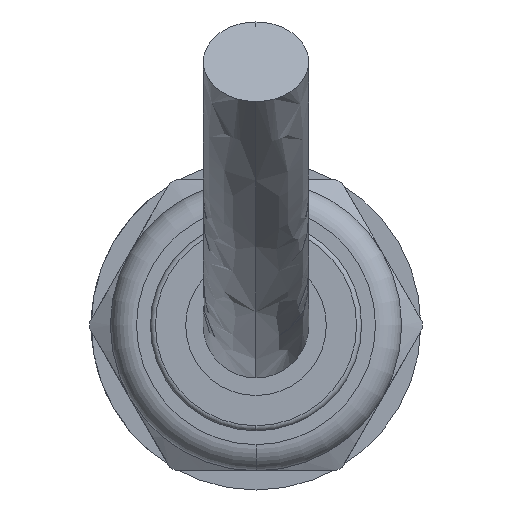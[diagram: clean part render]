
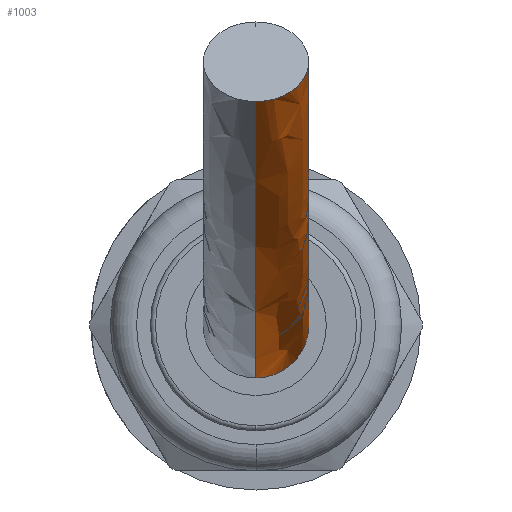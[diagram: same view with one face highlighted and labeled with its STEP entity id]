
A CAD part, left-side view. The second image highlights one B-rep face of the part: STEP entity #1003.
In plain terms, the highlighted free-form (B-spline) face has degree [3, 3] with [7, 7] control points.
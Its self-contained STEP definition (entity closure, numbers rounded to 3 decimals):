
#38 = CARTESIAN_POINT ( 'NONE',  ( -79.004, -8., 8.427 ) ) ;
#51 = CARTESIAN_POINT ( 'NONE',  ( -103.756, -8., 13.183 ) ) ;
#65 = CARTESIAN_POINT ( 'NONE',  ( -52.561, 0., 4. ) ) ;
#77 = CARTESIAN_POINT ( 'NONE',  ( -46.722, 0., -4. ) ) ;
#95 = CARTESIAN_POINT ( 'NONE',  ( -46.722, 0., 4. ) ) ;
#110 = CARTESIAN_POINT ( 'NONE',  ( -91.649, 8., 14.349 ) ) ;
#126 = CARTESIAN_POINT ( 'NONE',  ( -81.677, 0., 0.87 ) ) ;
#275 = CARTESIAN_POINT ( 'NONE',  ( -46.722, 0., -4. ) ) ;
#423 = CARTESIAN_POINT ( 'NONE',  ( -108.096, -8., 16.964 ) ) ;
#451 = CARTESIAN_POINT ( 'NONE',  ( -108.096, 0., 16.964 ) ) ;
#493 = CARTESIAN_POINT ( 'NONE',  ( -104.846, 8., 14.133 ) ) ;
#506 = CARTESIAN_POINT ( 'NONE',  ( -52.256, 8., -4. ) ) ;
#528 = EDGE_LOOP ( 'NONE', ( #4754, #2817, #3722, #873 ) ) ;
#777 = VERTEX_POINT ( 'NONE', #944 ) ;
#808 = CARTESIAN_POINT ( 'NONE',  ( -104.301, 0., 13.658 ) ) ;
#812 = CARTESIAN_POINT ( 'NONE',  ( -99.319, 0., 19.927 ) ) ;
#839 = CARTESIAN_POINT ( 'NONE',  ( -99.319, 0., 19.927 ) ) ;
#844 = CARTESIAN_POINT ( 'NONE',  ( -102.841, 0., 22.996 ) ) ;
#857 = CARTESIAN_POINT ( 'NONE',  ( -52.256, 8., 4. ) ) ;
#871 = CARTESIAN_POINT ( 'NONE',  ( -95.602, 8., 7.288 ) ) ;
#873 = ORIENTED_EDGE ( 'NONE', *, *, #1697, .F. ) ;
#944 = CARTESIAN_POINT ( 'NONE',  ( -102.841, 0., 22.996 ) ) ;
#1000 = CARTESIAN_POINT ( 'NONE',  ( -108.096, 0., 16.964 ) ) ;
#1003 = ADVANCED_FACE ( 'NONE', ( #4154 ), #2673, .F. ) ;
#1159 = CARTESIAN_POINT ( 'NONE',  ( -108.096, 0., 16.964 ) ) ;
#1176 = CARTESIAN_POINT ( 'NONE',  ( -91.766, 0., 14.459 ) ) ;
#1197 = CARTESIAN_POINT ( 'NONE',  ( -79.018, 0., 8.465 ) ) ;
#1234 = CARTESIAN_POINT ( 'NONE',  ( -95.838, 0., 7.507 ) ) ;
#1246 = CARTESIAN_POINT ( 'NONE',  ( -79.033, 8., 8.504 ) ) ;
#1489 = CIRCLE ( 'NONE', #3937, 4. ) ;
#1515 = VERTEX_POINT ( 'NONE', #4412 ) ;
#1539 = CARTESIAN_POINT ( 'NONE',  ( -52.866, 0., -4. ) ) ;
#1546 = CARTESIAN_POINT ( 'NONE',  ( -65.169, -8., -3.187 ) ) ;
#1562 = CARTESIAN_POINT ( 'NONE',  ( -65.427, 0., -3.211 ) ) ;
#1578 = CARTESIAN_POINT ( 'NONE',  ( -46.722, -8., -4. ) ) ;
#1586 = CARTESIAN_POINT ( 'NONE',  ( -79.018, 0., 8.465 ) ) ;
#1610 = CARTESIAN_POINT ( 'NONE',  ( -53.477, -8., -4. ) ) ;
#1627 = CARTESIAN_POINT ( 'NONE',  ( -102.841, 8., 22.996 ) ) ;
#1690 = EDGE_CURVE ( 'NONE', #1515, #3604, #1489, .T. ) ;
#1697 = EDGE_CURVE ( 'NONE', #3604, #4727, #3612, .T. ) ;
#1761 = EDGE_CURVE ( 'NONE', #1515, #777, #3379, .T. ) ;
#1919 = CARTESIAN_POINT ( 'NONE',  ( -46.722, 0., 0. ) ) ;
#1923 = CARTESIAN_POINT ( 'NONE',  ( -102.841, -8., 22.996 ) ) ;
#1988 = CARTESIAN_POINT ( 'NONE',  ( -91.766, 0., 14.459 ) ) ;
#1995 = CARTESIAN_POINT ( 'NONE',  ( -96.073, -8., 7.725 ) ) ;
#2009 = CARTESIAN_POINT ( 'NONE',  ( -46.722, 8., 4. ) ) ;
#2064 = DIRECTION ( 'NONE',  ( 0.754, 0., -0.657 ) ) ;
#2301 = CARTESIAN_POINT ( 'NONE',  ( -81.648, -8., 0.793 ) ) ;
#2363 = CARTESIAN_POINT ( 'NONE',  ( -108.096, 8., 16.964 ) ) ;
#2381 = CARTESIAN_POINT ( 'NONE',  ( -65.686, 8., -3.235 ) ) ;
#2673 =( BOUNDED_SURFACE ( )  B_SPLINE_SURFACE ( 3, 3, ( 
 ( #275, #3186, #4587, #126, #3489, #3847, #2737 ),
 ( #2755, #506, #2381, #3122, #871, #493, #2363 ),
 ( #2009, #857, #3477, #1246, #110, #3102, #1627 ),
 ( #4222, #65, #4557, #1197, #1176, #812, #844 ),
 ( #2676, #4508, #4132, #38, #3775, #3456, #1923 ),
 ( #1578, #1610, #1546, #2301, #1995, #51, #423 ),
 ( #3793, #4201, #4575, #3076, #1234, #3393, #1159 ) ),
 .UNSPECIFIED., .T., .F., .F. ) 
 B_SPLINE_SURFACE_WITH_KNOTS ( ( 4, 3, 4 ),
 ( 4, 1, 1, 1, 4 ),
 ( 0., 0.5, 1. ),
 ( 0., 0.28, 0.56, 0.78, 1. ),
 .UNSPECIFIED. ) 
 GEOMETRIC_REPRESENTATION_ITEM ( )  RATIONAL_B_SPLINE_SURFACE ( (
 ( 1., 1., 1., 1., 1., 1., 1.),
 ( 0.333, 0.333, 0.333, 0.333, 0.333, 0.333, 0.333),
 ( 0.333, 0.333, 0.333, 0.333, 0.333, 0.333, 0.333),
 ( 1., 1., 1., 1., 1., 1., 1.),
 ( 0.333, 0.333, 0.333, 0.333, 0.333, 0.333, 0.333),
 ( 0.333, 0.333, 0.333, 0.333, 0.333, 0.333, 0.333),
 ( 1., 1., 1., 1., 1., 1., 1.) ) ) 
 REPRESENTATION_ITEM ( '' )  SURFACE ( )  );
#2676 = CARTESIAN_POINT ( 'NONE',  ( -46.722, -8., 4. ) ) ;
#2702 = CARTESIAN_POINT ( 'NONE',  ( -81.677, 0., 0.87 ) ) ;
#2737 = CARTESIAN_POINT ( 'NONE',  ( -108.096, 0., 16.964 ) ) ;
#2755 = CARTESIAN_POINT ( 'NONE',  ( -46.722, 8., -4. ) ) ;
#2817 = ORIENTED_EDGE ( 'NONE', *, *, #1761, .T. ) ;
#2900 = CARTESIAN_POINT ( 'NONE',  ( -46.722, 0., -4. ) ) ;
#3076 = CARTESIAN_POINT ( 'NONE',  ( -81.677, 0., 0.87 ) ) ;
#3102 = CARTESIAN_POINT ( 'NONE',  ( -99.591, 8., 20.165 ) ) ;
#3122 = CARTESIAN_POINT ( 'NONE',  ( -81.707, 8., 0.947 ) ) ;
#3186 = CARTESIAN_POINT ( 'NONE',  ( -52.866, 0., -4. ) ) ;
#3303 = CIRCLE ( 'NONE', #3480, 4. ) ;
#3379 = B_SPLINE_CURVE_WITH_KNOTS ( 'NONE', 3,
 ( #95, #3439, #3804, #1586, #1988, #839, #4182 ),
 .UNSPECIFIED., .F., .F.,
 ( 4, 1, 1, 1, 4 ),
 ( 0., 0.28, 0.56, 0.78, 1. ),
 .UNSPECIFIED. ) ;
#3393 = CARTESIAN_POINT ( 'NONE',  ( -104.301, 0., 13.658 ) ) ;
#3439 = CARTESIAN_POINT ( 'NONE',  ( -52.561, 0., 4. ) ) ;
#3456 = CARTESIAN_POINT ( 'NONE',  ( -99.046, -8., 19.69 ) ) ;
#3477 = CARTESIAN_POINT ( 'NONE',  ( -64.392, 8., 4.74 ) ) ;
#3480 = AXIS2_PLACEMENT_3D ( 'NONE', #4652, #2064, #4636 ) ;
#3489 = CARTESIAN_POINT ( 'NONE',  ( -95.838, 0., 7.507 ) ) ;
#3604 = VERTEX_POINT ( 'NONE', #2900 ) ;
#3612 = B_SPLINE_CURVE_WITH_KNOTS ( 'NONE', 3,
 ( #77, #1539, #1562, #2702, #4144, #808, #451 ),
 .UNSPECIFIED., .F., .F.,
 ( 4, 1, 1, 1, 4 ),
 ( 0., 0.28, 0.56, 0.78, 1. ),
 .UNSPECIFIED. ) ;
#3722 = ORIENTED_EDGE ( 'NONE', *, *, #4108, .T. ) ;
#3775 = CARTESIAN_POINT ( 'NONE',  ( -91.884, -8., 14.568 ) ) ;
#3788 = DIRECTION ( 'NONE',  ( 1., 0., 0. ) ) ;
#3793 = CARTESIAN_POINT ( 'NONE',  ( -46.722, 0., -4. ) ) ;
#3804 = CARTESIAN_POINT ( 'NONE',  ( -64.263, 0., 4.753 ) ) ;
#3847 = CARTESIAN_POINT ( 'NONE',  ( -104.301, 0., 13.658 ) ) ;
#3937 = AXIS2_PLACEMENT_3D ( 'NONE', #1919, #3788, #4501 ) ;
#4108 = EDGE_CURVE ( 'NONE', #777, #4727, #3303, .T. ) ;
#4132 = CARTESIAN_POINT ( 'NONE',  ( -64.133, -8., 4.765 ) ) ;
#4144 = CARTESIAN_POINT ( 'NONE',  ( -95.838, 0., 7.507 ) ) ;
#4154 = FACE_OUTER_BOUND ( 'NONE', #528, .T. ) ;
#4182 = CARTESIAN_POINT ( 'NONE',  ( -102.841, 0., 22.996 ) ) ;
#4201 = CARTESIAN_POINT ( 'NONE',  ( -52.866, 0., -4. ) ) ;
#4222 = CARTESIAN_POINT ( 'NONE',  ( -46.722, 0., 4. ) ) ;
#4412 = CARTESIAN_POINT ( 'NONE',  ( -46.722, 0., 4. ) ) ;
#4501 = DIRECTION ( 'NONE',  ( 0., 0., -1. ) ) ;
#4508 = CARTESIAN_POINT ( 'NONE',  ( -52.866, -8., 4. ) ) ;
#4557 = CARTESIAN_POINT ( 'NONE',  ( -64.263, 0., 4.753 ) ) ;
#4575 = CARTESIAN_POINT ( 'NONE',  ( -65.427, 0., -3.211 ) ) ;
#4587 = CARTESIAN_POINT ( 'NONE',  ( -65.427, 0., -3.211 ) ) ;
#4636 = DIRECTION ( 'NONE',  ( -0.657, 0., -0.754 ) ) ;
#4652 = CARTESIAN_POINT ( 'NONE',  ( -105.469, 0., 19.98 ) ) ;
#4727 = VERTEX_POINT ( 'NONE', #1000 ) ;
#4754 = ORIENTED_EDGE ( 'NONE', *, *, #1690, .F. ) ;
